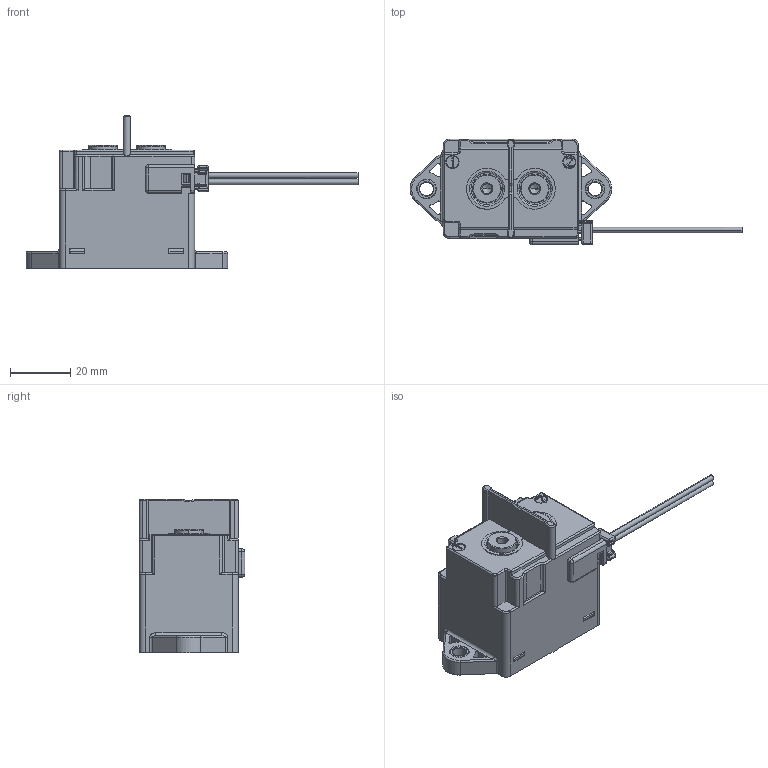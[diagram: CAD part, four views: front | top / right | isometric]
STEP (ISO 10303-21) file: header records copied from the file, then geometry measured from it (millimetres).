
FILE_DESCRIPTION((''),'2;1');
FILE_NAME('EVH40_ASM','2021-08-10T13:15:56',('dell'),(''),'CREO PARAMETRIC BY PTC INC, 2020033','CREO PARAMETRIC BY PTC INC, 2020033','');
FILE_SCHEMA(('CONFIG_CONTROL_DESIGN'));
Length unit declared in the file: millimetre
Products named in the file (19): 000_138; 0003_4; 00_ASM_17_ASM; ASM0001_ASM_21_ASM; PRT0026_RNM_10; 0009_ASM_11_ASM; 0008_ASM_46_ASM; 0007_ASM_73_ASM; LUOZHU_RNM_26; _RNM0001_ASM_26_ASM; 0006_ASM_65_ASM; 000_ASM_50_ASM; 1000_10; 00_8; 0023_ASM_6_ASM; 00_38; C_1473143_1_O1_1; EVH40_ASM_215_ASM; EVH40_ASM
Assembly tree (21 placements, depth 8):
  EVH40_ASM
    EVH40_ASM_215_ASM
      00_ASM_17_ASM
        000_138
        0003_4  x2
      000_ASM_50_ASM
        ASM0001_ASM_21_ASM
        0006_ASM_65_ASM
          0007_ASM_73_ASM
            0008_ASM_46_ASM
              0009_ASM_11_ASM
                PRT0026_RNM_10
          _RNM0001_ASM_26_ASM
            LUOZHU_RNM_26  x2
      0023_ASM_6_ASM
        1000_10
        00_8  x2
      00_38
      C_1473143_1_O1_1
Bounding box: 110.3 x 35.15 x 51.1 mm (x, y, z)
Volume: 18167.8 mm3; surface area: 25728.1 mm2
Topology: 11 solids, 15 shells, 1175 faces, 3242 edges, 2068 vertices
Faces by surface type: plane 716, cylinder 322, torus 55, cone 42, sphere 20, bspline 20
Entity records: 37304 total; most frequent: CARTESIAN_POINT 7307, ORIENTED_EDGE 6262, DIRECTION 6226, EDGE_CURVE 3135, VECTOR 2282, LINE 2282, VERTEX_POINT 2009, AXIS2_PLACEMENT_3D 1972
